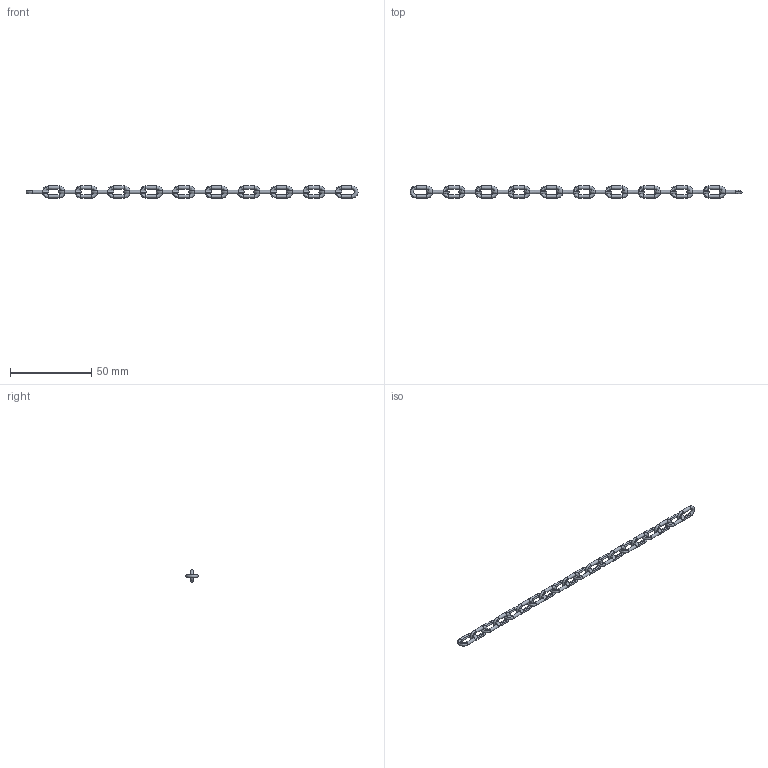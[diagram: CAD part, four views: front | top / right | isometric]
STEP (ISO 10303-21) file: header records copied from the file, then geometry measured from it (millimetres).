
FILE_DESCRIPTION((''),'2;1');
FILE_NAME('','2005-12-14T14:35:01',(''),(''),'','CADfix','');
FILE_SCHEMA(('AUTOMOTIVE_DESIGN'));
Length unit declared in the file: millimetre
Products named in the file (2): chain; TM_103SUS_14_11449_36
Assembly tree (20 placements, depth 2):
  TM_103SUS_14_11449_36
    chain  x20
Bounding box: 203.99 x 7.4 x 7.4 mm (x, y, z)
Volume: 1895.1 mm3; surface area: 3791 mm2
Topology: 20 solids, 20 shells, 160 faces, 640 edges, 480 vertices
Faces by surface type: bspline 160
Entity records: 789 total; most frequent: CARTESIAN_POINT 402, DIRECTION 84, ORIENTED_EDGE 64, AXIS2_PLACEMENT_3D 42, EDGE_CURVE 32, VERTEX_POINT 24, PRODUCT_DEFINITION_SHAPE 22, NEXT_ASSEMBLY_USAGE_OCCURRENCE 20
